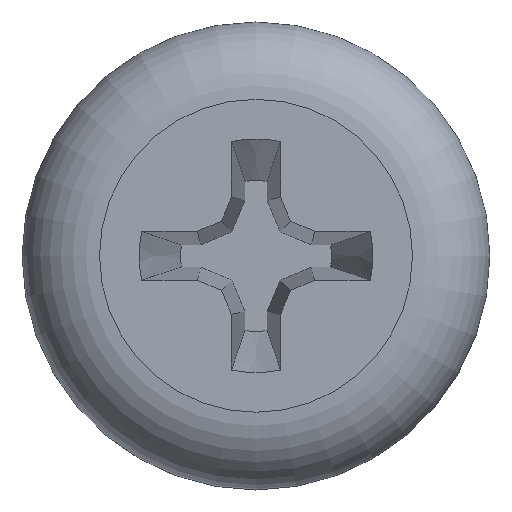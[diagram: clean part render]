
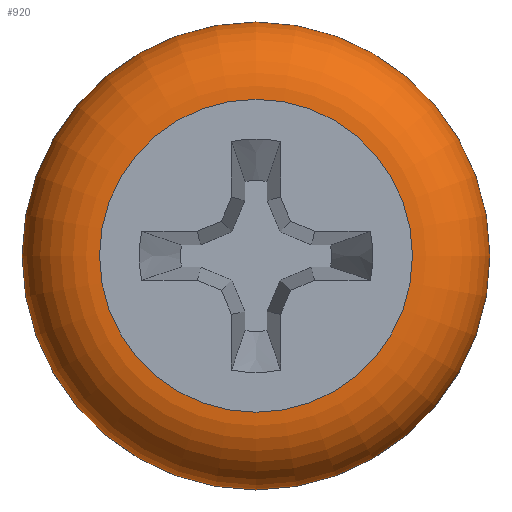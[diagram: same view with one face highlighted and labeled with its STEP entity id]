
A CAD part, top view. The second image highlights one B-rep face of the part: STEP entity #920.
In plain terms, the highlighted toroidal (fillet/blend) face has major radius 3.178 mm and minor radius 1.573 mm.
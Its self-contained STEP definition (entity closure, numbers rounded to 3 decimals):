
#39=TOROIDAL_SURFACE('',#999,3.178,1.573);
#92=FACE_OUTER_BOUND('',#142,.T.);
#142=EDGE_LOOP('',(#687,#688,#689,#690,#691,#692,#693));
#181=CIRCLE('',#1000,4.75);
#182=CIRCLE('',#1001,4.75);
#183=CIRCLE('',#1002,1.573);
#184=CIRCLE('',#1003,3.178);
#185=CIRCLE('',#1004,3.178);
#186=CIRCLE('',#1005,4.75);
#407=VERTEX_POINT('',#3737);
#408=VERTEX_POINT('',#3738);
#409=VERTEX_POINT('',#3740);
#410=VERTEX_POINT('',#3742);
#411=VERTEX_POINT('',#3744);
#524=EDGE_CURVE('',#407,#408,#181,.T.);
#525=EDGE_CURVE('',#409,#407,#182,.T.);
#526=EDGE_CURVE('',#409,#410,#183,.T.);
#527=EDGE_CURVE('',#410,#411,#184,.T.);
#528=EDGE_CURVE('',#411,#410,#185,.T.);
#529=EDGE_CURVE('',#408,#409,#186,.T.);
#687=ORIENTED_EDGE('',*,*,#524,.F.);
#688=ORIENTED_EDGE('',*,*,#525,.F.);
#689=ORIENTED_EDGE('',*,*,#526,.T.);
#690=ORIENTED_EDGE('',*,*,#527,.T.);
#691=ORIENTED_EDGE('',*,*,#528,.T.);
#692=ORIENTED_EDGE('',*,*,#526,.F.);
#693=ORIENTED_EDGE('',*,*,#529,.F.);
#920=ADVANCED_FACE('',(#92),#39,.T.);
#999=AXIS2_PLACEMENT_3D('',#3736,#1123,#1124);
#1000=AXIS2_PLACEMENT_3D('',#3739,#1125,#1126);
#1001=AXIS2_PLACEMENT_3D('',#3741,#1127,#1128);
#1002=AXIS2_PLACEMENT_3D('',#3743,#1129,#1130);
#1003=AXIS2_PLACEMENT_3D('',#3745,#1131,#1132);
#1004=AXIS2_PLACEMENT_3D('',#3746,#1133,#1134);
#1005=AXIS2_PLACEMENT_3D('',#3747,#1135,#1136);
#1123=DIRECTION('center_axis',(0.,0.,-1.));
#1124=DIRECTION('ref_axis',(0.,1.,0.));
#1125=DIRECTION('center_axis',(0.,0.,-1.));
#1126=DIRECTION('ref_axis',(0.,1.,0.));
#1127=DIRECTION('center_axis',(0.,0.,-1.));
#1128=DIRECTION('ref_axis',(0.,1.,0.));
#1129=DIRECTION('center_axis',(-1.,0.,0.));
#1130=DIRECTION('ref_axis',(0.,-1.,0.));
#1131=DIRECTION('center_axis',(0.,0.,-1.));
#1132=DIRECTION('ref_axis',(0.,1.,0.));
#1133=DIRECTION('center_axis',(0.,0.,-1.));
#1134=DIRECTION('ref_axis',(0.,1.,0.));
#1135=DIRECTION('center_axis',(0.,0.,-1.));
#1136=DIRECTION('ref_axis',(0.,1.,0.));
#3736=CARTESIAN_POINT('Origin',(0.,0.,2.128));
#3737=CARTESIAN_POINT('',(-4.75,0.,2.128));
#3738=CARTESIAN_POINT('',(4.75,0.,2.128));
#3739=CARTESIAN_POINT('Origin',(0.,0.,2.128));
#3740=CARTESIAN_POINT('',(0.,-4.75,2.128));
#3741=CARTESIAN_POINT('Origin',(0.,0.,2.128));
#3742=CARTESIAN_POINT('',(0.,-3.178,3.7));
#3743=CARTESIAN_POINT('Origin',(0.,-3.178,2.128));
#3744=CARTESIAN_POINT('',(0.,3.178,3.7));
#3745=CARTESIAN_POINT('Origin',(0.,0.,3.7));
#3746=CARTESIAN_POINT('Origin',(0.,0.,3.7));
#3747=CARTESIAN_POINT('Origin',(0.,0.,2.128));
